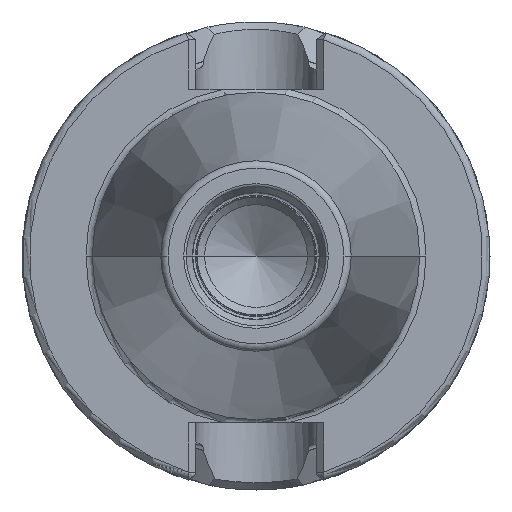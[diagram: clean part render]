
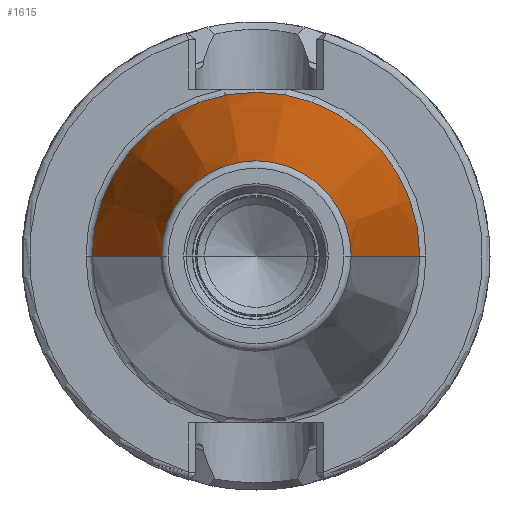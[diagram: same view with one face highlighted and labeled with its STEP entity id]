
A CAD part, left-side view. The second image highlights one B-rep face of the part: STEP entity #1615.
In plain terms, the highlighted conical face has half-angle 8.298 degrees and reference radius 17.426 mm.
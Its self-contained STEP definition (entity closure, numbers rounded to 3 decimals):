
#37=CARTESIAN_POINT('',(-64.544,0.,0.));
#38=DIRECTION('',(1.,0.,0.));
#39=DIRECTION('',(0.,1.,0.));
#40=AXIS2_PLACEMENT_3D('',#37,#38,#39);
#42=CARTESIAN_POINT('',(-1.267,0.,0.));
#43=DIRECTION('',(1.,0.,0.));
#44=DIRECTION('',(0.,1.,0.));
#45=AXIS2_PLACEMENT_3D('',#42,#43,#44);
#47=DIRECTION('',(-0.99,-0.144,0.));
#48=VECTOR('',#47,63.947);
#49=CARTESIAN_POINT('',(-1.267,22.04,0.));
#50=LINE('',#49,#48);
#51=DIRECTION('',(-0.99,0.144,0.));
#52=VECTOR('',#51,63.947);
#53=CARTESIAN_POINT('',(-1.267,-22.04,0.));
#54=LINE('',#53,#52);
#1296=CARTESIAN_POINT('',(-64.544,12.812,0.));
#1298=VERTEX_POINT('',#1296);
#1300=CARTESIAN_POINT('',(-64.544,-12.812,0.));
#1302=VERTEX_POINT('',#1300);
#1515=CARTESIAN_POINT('',(-1.267,22.04,0.));
#1516=VERTEX_POINT('',#1515);
#1517=CARTESIAN_POINT('',(-1.267,-22.04,0.));
#1518=VERTEX_POINT('',#1517);
#1601=CARTESIAN_POINT('',(-32.906,0.,0.));
#1602=DIRECTION('',(1.,0.,0.));
#1603=DIRECTION('',(0.,-1.,0.));
#1604=AXIS2_PLACEMENT_3D('',#1601,#1602,#1603);
#1605=CONICAL_SURFACE('',#1604,17.426,8.298);
#1607=ORIENTED_EDGE('',*,*,#1606,.F.);
#1609=ORIENTED_EDGE('',*,*,#1608,.T.);
#1611=ORIENTED_EDGE('',*,*,#1610,.T.);
#1612=ORIENTED_EDGE('',*,*,#1594,.F.);
#1613=EDGE_LOOP('',(#1607,#1609,#1611,#1612));
#1614=FACE_OUTER_BOUND('',#1613,.F.);
#1615=ADVANCED_FACE('',(#1614),#1605,.T.);
#41=CIRCLE('',#40,12.812);
#46=CIRCLE('',#45,22.04);
#1594=EDGE_CURVE('',#1298,#1302,#41,.T.);
#1606=EDGE_CURVE('',#1516,#1298,#50,.T.);
#1608=EDGE_CURVE('',#1516,#1518,#46,.T.);
#1610=EDGE_CURVE('',#1518,#1302,#54,.T.);
